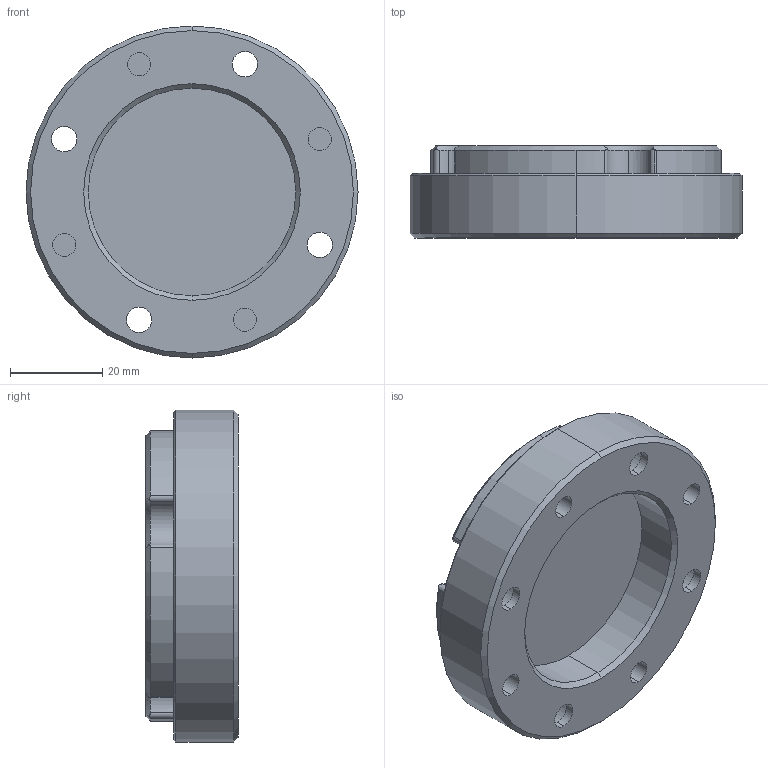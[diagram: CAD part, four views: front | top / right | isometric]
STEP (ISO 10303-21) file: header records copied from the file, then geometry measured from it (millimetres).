
FILE_DESCRIPTION (( 'STEP AP214' ), '1' );
FILE_NAME ('Tier 1 - Adapter I v1.1.STEP', '2019-01-30T13:35:17', ( '' ), ( '' ), 'SwSTEP 2.0', 'SolidWorks 2018', '' );
FILE_SCHEMA (( 'AUTOMOTIVE_DESIGN' ));
Length unit declared in the file: millimetre
Products named in the file (1): Tier 1 - Adapter I v1.1
Bounding box: 72 x 20 x 72 mm (x, y, z)
Volume: 48151.6 mm3; surface area: 16637.7 mm2
Topology: 1 solids, 1 shells, 112 faces, 276 edges, 169 vertices
Faces by surface type: cylinder 55, cone 39, plane 18
Entity records: 3472 total; most frequent: CARTESIAN_POINT 666, DIRECTION 604, ORIENTED_EDGE 532, EDGE_CURVE 266, AXIS2_PLACEMENT_3D 251, VERTEX_POINT 169, CIRCLE 138, EDGE_LOOP 133
